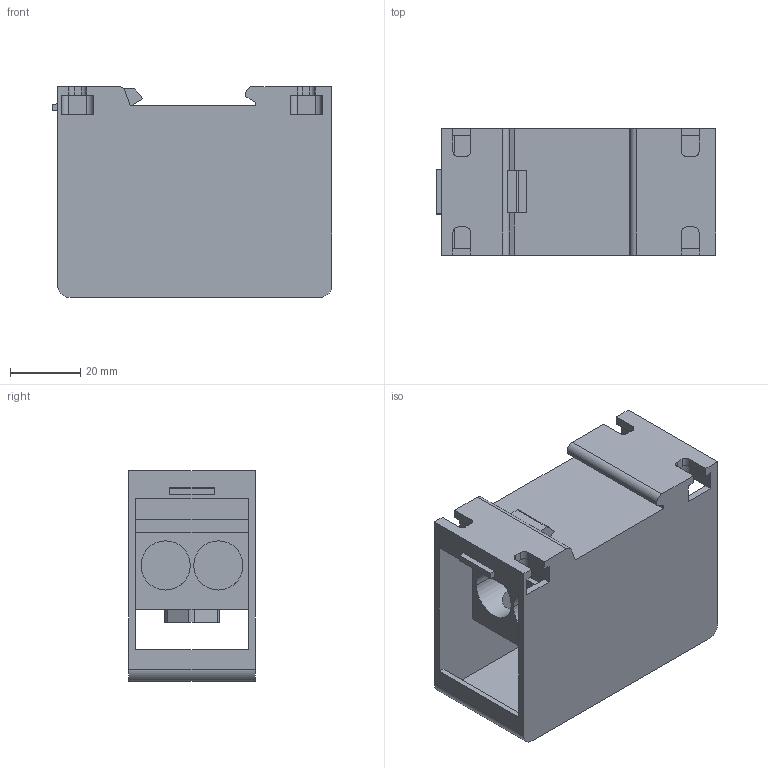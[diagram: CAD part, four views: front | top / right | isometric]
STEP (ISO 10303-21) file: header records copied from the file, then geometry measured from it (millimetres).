
FILE_DESCRIPTION((''),'2;1');
FILE_NAME('UJFX1-95B_2_70','2023-04-12T',('ASUS'),(''),'PRO/ENGINEER BY PARAMETRIC TECHNOLOGY CORPORATION, 2013230','PRO/ENGINEER BY PARAMETRIC TECHNOLOGY CORPORATION, 2013230','');
FILE_SCHEMA(('CONFIG_CONTROL_DESIGN'));
Length unit declared in the file: millimetre
Products named in the file (1): UJFX1-95B_2_70
Bounding box: 79.61 x 36 x 60 mm (x, y, z)
Volume: 74935.2 mm3; surface area: 32117.4 mm2
Topology: 1 solids, 2 shells, 130 faces, 383 edges, 254 vertices
Faces by surface type: plane 89, cylinder 41
Entity records: 4517 total; most frequent: CARTESIAN_POINT 888, ORIENTED_EDGE 766, DIRECTION 723, EDGE_CURVE 383, VECTOR 295, LINE 295, VERTEX_POINT 254, AXIS2_PLACEMENT_3D 214
